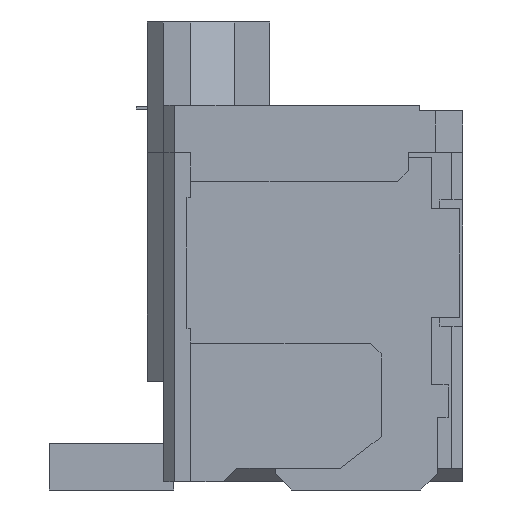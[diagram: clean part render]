
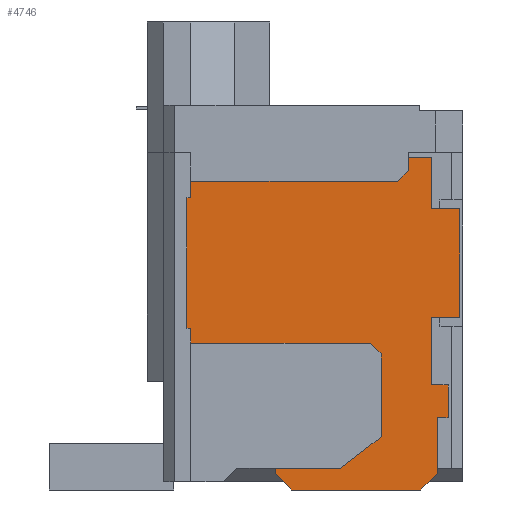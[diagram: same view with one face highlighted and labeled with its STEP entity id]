
A CAD part, left-side view. The second image highlights one B-rep face of the part: STEP entity #4746.
In plain terms, the highlighted planar face has unit normal (-1, 0, 0).
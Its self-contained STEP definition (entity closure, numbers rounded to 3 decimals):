
#573=DIRECTION('',(0.,-1.,0.));
#574=VECTOR('',#573,1.2);
#575=CARTESIAN_POINT('',(-6.415,0.55,-3.975));
#576=LINE('',#575,#574);
#789=DIRECTION('',(0.,1.,0.));
#790=VECTOR('',#789,0.43);
#791=CARTESIAN_POINT('',(-6.415,-2.33,1.735));
#792=LINE('',#791,#790);
#793=DIRECTION('',(0.,0.,1.));
#794=VECTOR('',#793,0.94);
#795=CARTESIAN_POINT('',(-6.415,-2.33,0.795));
#796=LINE('',#795,#794);
#797=DIRECTION('',(0.,1.,0.));
#798=VECTOR('',#797,0.51);
#799=CARTESIAN_POINT('',(-6.415,-2.84,0.795));
#800=LINE('',#799,#798);
#801=DIRECTION('',(0.,0.,1.));
#802=VECTOR('',#801,2.);
#803=CARTESIAN_POINT('',(-6.415,-2.84,-1.205));
#804=LINE('',#803,#802);
#805=DIRECTION('',(0.,-1.,0.));
#806=VECTOR('',#805,0.51);
#807=CARTESIAN_POINT('',(-6.415,-2.33,-1.205));
#808=LINE('',#807,#806);
#809=DIRECTION('',(0.,0.,1.));
#810=VECTOR('',#809,1.24);
#811=CARTESIAN_POINT('',(-6.415,-2.33,-2.445));
#812=LINE('',#811,#810);
#813=DIRECTION('',(0.,1.,0.));
#814=VECTOR('',#813,0.3);
#815=CARTESIAN_POINT('',(-6.415,-2.63,-2.445));
#816=LINE('',#815,#814);
#817=DIRECTION('',(0.,0.,1.));
#818=VECTOR('',#817,0.6);
#819=CARTESIAN_POINT('',(-6.415,-2.63,-3.045));
#820=LINE('',#819,#818);
#821=DIRECTION('',(0.,-1.,0.));
#822=VECTOR('',#821,0.2);
#823=CARTESIAN_POINT('',(-6.415,-2.43,-3.045));
#824=LINE('',#823,#822);
#825=DIRECTION('',(0.,0.,1.));
#826=VECTOR('',#825,1.03);
#827=CARTESIAN_POINT('',(-6.415,-2.43,-4.075));
#828=LINE('',#827,#826);
#829=DIRECTION('',(0.,-0.707,0.707));
#830=VECTOR('',#829,0.424);
#831=CARTESIAN_POINT('',(-6.415,-2.13,-4.375));
#832=LINE('',#831,#830);
#833=DIRECTION('',(0.,-1.,0.));
#834=VECTOR('',#833,2.38);
#835=CARTESIAN_POINT('',(-6.415,0.25,-4.375));
#836=LINE('',#835,#834);
#837=DIRECTION('',(0.,-0.707,-0.707));
#838=VECTOR('',#837,0.424);
#839=CARTESIAN_POINT('',(-6.415,0.55,-4.075));
#840=LINE('',#839,#838);
#841=DIRECTION('',(0.,0.,-1.));
#842=VECTOR('',#841,0.1);
#843=CARTESIAN_POINT('',(-6.415,0.55,-3.975));
#844=LINE('',#843,#842);
#845=DIRECTION('',(0.,0.,-1.));
#846=VECTOR('',#845,0.27);
#847=CARTESIAN_POINT('',(-6.415,2.1,-1.405));
#848=LINE('',#847,#846);
#849=DIRECTION('',(0.,-1.,0.));
#850=VECTOR('',#849,0.07);
#851=CARTESIAN_POINT('',(-6.415,2.17,-1.405));
#852=LINE('',#851,#850);
#853=DIRECTION('',(0.,0.,-1.));
#854=VECTOR('',#853,2.4);
#855=CARTESIAN_POINT('',(-6.415,2.17,0.995));
#856=LINE('',#855,#854);
#857=DIRECTION('',(0.,1.,0.));
#858=VECTOR('',#857,0.07);
#859=CARTESIAN_POINT('',(-6.415,2.1,0.995));
#860=LINE('',#859,#858);
#861=DIRECTION('',(0.,0.,-1.));
#862=VECTOR('',#861,0.3);
#863=CARTESIAN_POINT('',(-6.415,2.1,1.295));
#864=LINE('',#863,#862);
#865=DIRECTION('',(0.,0.,-1.));
#866=VECTOR('',#865,0.24);
#867=CARTESIAN_POINT('',(-6.415,-1.9,1.735));
#868=LINE('',#867,#866);
#881=DIRECTION('',(0.,0.707,-0.707));
#882=VECTOR('',#881,0.283);
#883=CARTESIAN_POINT('',(-6.415,-1.9,1.495));
#884=LINE('',#883,#882);
#897=DIRECTION('',(0.,1.,0.));
#898=VECTOR('',#897,3.8);
#899=CARTESIAN_POINT('',(-6.415,-1.7,1.295));
#900=LINE('',#899,#898);
#937=DIRECTION('',(0.,-1.,0.));
#938=VECTOR('',#937,3.3);
#939=CARTESIAN_POINT('',(-6.415,2.1,-1.675));
#940=LINE('',#939,#938);
#953=DIRECTION('',(0.,-0.707,-0.707));
#954=VECTOR('',#953,0.283);
#955=CARTESIAN_POINT('',(-6.415,-1.2,-1.675));
#956=LINE('',#955,#954);
#969=DIRECTION('',(0.,0.,-1.));
#970=VECTOR('',#969,1.525);
#971=CARTESIAN_POINT('',(-6.415,-1.4,-1.875));
#972=LINE('',#971,#970);
#985=DIRECTION('',(0.,0.794,-0.608));
#986=VECTOR('',#985,0.945);
#987=CARTESIAN_POINT('',(-6.415,-1.4,-3.4));
#988=LINE('',#987,#986);
#3219=CARTESIAN_POINT('',(-6.415,2.1,0.995));
#3220=CARTESIAN_POINT('',(-6.415,2.17,0.995));
#3221=VERTEX_POINT('',#3219);
#3222=VERTEX_POINT('',#3220);
#3223=CARTESIAN_POINT('',(-6.415,2.17,-1.405));
#3224=VERTEX_POINT('',#3223);
#3225=CARTESIAN_POINT('',(-6.415,2.1,-1.405));
#3226=VERTEX_POINT('',#3225);
#3227=CARTESIAN_POINT('',(-6.415,0.25,-4.375));
#3228=CARTESIAN_POINT('',(-6.415,-2.13,-4.375));
#3229=VERTEX_POINT('',#3227);
#3230=VERTEX_POINT('',#3228);
#3231=CARTESIAN_POINT('',(-6.415,-2.43,-4.075));
#3232=CARTESIAN_POINT('',(-6.415,-2.43,-3.045));
#3233=VERTEX_POINT('',#3231);
#3234=VERTEX_POINT('',#3232);
#3235=CARTESIAN_POINT('',(-6.415,-2.63,-3.045));
#3236=VERTEX_POINT('',#3235);
#3237=CARTESIAN_POINT('',(-6.415,-2.63,-2.445));
#3238=VERTEX_POINT('',#3237);
#3239=CARTESIAN_POINT('',(-6.415,-2.33,-2.445));
#3240=VERTEX_POINT('',#3239);
#3241=CARTESIAN_POINT('',(-6.415,-2.33,-1.205));
#3242=VERTEX_POINT('',#3241);
#3243=CARTESIAN_POINT('',(-6.415,-2.84,-1.205));
#3244=VERTEX_POINT('',#3243);
#3245=CARTESIAN_POINT('',(-6.415,-2.84,0.795));
#3246=VERTEX_POINT('',#3245);
#3247=CARTESIAN_POINT('',(-6.415,-2.33,0.795));
#3248=VERTEX_POINT('',#3247);
#3249=CARTESIAN_POINT('',(-6.415,-2.33,1.735));
#3250=VERTEX_POINT('',#3249);
#3251=CARTESIAN_POINT('',(-6.415,-1.9,1.735));
#3252=CARTESIAN_POINT('',(-6.415,-1.9,1.495));
#3253=VERTEX_POINT('',#3251);
#3254=VERTEX_POINT('',#3252);
#3255=CARTESIAN_POINT('',(-6.415,-1.7,1.295));
#3256=VERTEX_POINT('',#3255);
#3257=CARTESIAN_POINT('',(-6.415,2.1,1.295));
#3258=VERTEX_POINT('',#3257);
#3259=CARTESIAN_POINT('',(-6.415,-1.4,-1.875));
#3260=CARTESIAN_POINT('',(-6.415,-1.4,-3.4));
#3261=VERTEX_POINT('',#3259);
#3262=VERTEX_POINT('',#3260);
#3263=CARTESIAN_POINT('',(-6.415,-0.65,-3.975));
#3264=VERTEX_POINT('',#3263);
#3291=CARTESIAN_POINT('',(-6.415,2.1,-1.675));
#3292=CARTESIAN_POINT('',(-6.415,-1.2,-1.675));
#3293=VERTEX_POINT('',#3291);
#3294=VERTEX_POINT('',#3292);
#3299=CARTESIAN_POINT('',(-6.415,0.55,-3.975));
#3300=VERTEX_POINT('',#3299);
#3623=CARTESIAN_POINT('',(-6.415,0.55,-4.075));
#3624=VERTEX_POINT('',#3623);
#4689=CARTESIAN_POINT('',(-6.415,0.,-4.225));
#4690=DIRECTION('',(-1.,0.,0.));
#4691=DIRECTION('',(0.,0.,-1.));
#4692=AXIS2_PLACEMENT_3D('',#4689,#4690,#4691);
#4693=PLANE('',#4692);
#4695=ORIENTED_EDGE('',*,*,#4694,.F.);
#4697=ORIENTED_EDGE('',*,*,#4696,.F.);
#4699=ORIENTED_EDGE('',*,*,#4698,.F.);
#4700=ORIENTED_EDGE('',*,*,#4670,.F.);
#4701=ORIENTED_EDGE('',*,*,#4654,.F.);
#4702=ORIENTED_EDGE('',*,*,#4639,.F.);
#4704=ORIENTED_EDGE('',*,*,#4703,.F.);
#4706=ORIENTED_EDGE('',*,*,#4705,.F.);
#4708=ORIENTED_EDGE('',*,*,#4707,.F.);
#4710=ORIENTED_EDGE('',*,*,#4709,.F.);
#4712=ORIENTED_EDGE('',*,*,#4711,.F.);
#4714=ORIENTED_EDGE('',*,*,#4713,.F.);
#4716=ORIENTED_EDGE('',*,*,#4715,.F.);
#4718=ORIENTED_EDGE('',*,*,#4717,.F.);
#4720=ORIENTED_EDGE('',*,*,#4719,.F.);
#4721=ORIENTED_EDGE('',*,*,#4473,.T.);
#4723=ORIENTED_EDGE('',*,*,#4722,.F.);
#4725=ORIENTED_EDGE('',*,*,#4724,.F.);
#4727=ORIENTED_EDGE('',*,*,#4726,.F.);
#4729=ORIENTED_EDGE('',*,*,#4728,.F.);
#4731=ORIENTED_EDGE('',*,*,#4730,.F.);
#4733=ORIENTED_EDGE('',*,*,#4732,.F.);
#4735=ORIENTED_EDGE('',*,*,#4734,.F.);
#4737=ORIENTED_EDGE('',*,*,#4736,.F.);
#4739=ORIENTED_EDGE('',*,*,#4738,.F.);
#4741=ORIENTED_EDGE('',*,*,#4740,.F.);
#4743=ORIENTED_EDGE('',*,*,#4742,.F.);
#4744=EDGE_LOOP('',(#4695,#4697,#4699,#4700,#4701,#4702,#4704,#4706,#4708,#4710,
#4712,#4714,#4716,#4718,#4720,#4721,#4723,#4725,#4727,#4729,#4731,#4733,#4735,
#4737,#4739,#4741,#4743));
#4745=FACE_OUTER_BOUND('',#4744,.F.);
#4746=ADVANCED_FACE('',(#4745),#4693,.T.);
#4473=EDGE_CURVE('',#3300,#3264,#576,.T.);
#4639=EDGE_CURVE('',#3242,#3244,#808,.T.);
#4654=EDGE_CURVE('',#3244,#3246,#804,.T.);
#4670=EDGE_CURVE('',#3246,#3248,#800,.T.);
#4694=EDGE_CURVE('',#3253,#3254,#868,.T.);
#4696=EDGE_CURVE('',#3250,#3253,#792,.T.);
#4698=EDGE_CURVE('',#3248,#3250,#796,.T.);
#4703=EDGE_CURVE('',#3240,#3242,#812,.T.);
#4705=EDGE_CURVE('',#3238,#3240,#816,.T.);
#4707=EDGE_CURVE('',#3236,#3238,#820,.T.);
#4709=EDGE_CURVE('',#3234,#3236,#824,.T.);
#4711=EDGE_CURVE('',#3233,#3234,#828,.T.);
#4713=EDGE_CURVE('',#3230,#3233,#832,.T.);
#4715=EDGE_CURVE('',#3229,#3230,#836,.T.);
#4717=EDGE_CURVE('',#3624,#3229,#840,.T.);
#4719=EDGE_CURVE('',#3300,#3624,#844,.T.);
#4722=EDGE_CURVE('',#3262,#3264,#988,.T.);
#4724=EDGE_CURVE('',#3261,#3262,#972,.T.);
#4726=EDGE_CURVE('',#3294,#3261,#956,.T.);
#4728=EDGE_CURVE('',#3293,#3294,#940,.T.);
#4730=EDGE_CURVE('',#3226,#3293,#848,.T.);
#4732=EDGE_CURVE('',#3224,#3226,#852,.T.);
#4734=EDGE_CURVE('',#3222,#3224,#856,.T.);
#4736=EDGE_CURVE('',#3221,#3222,#860,.T.);
#4738=EDGE_CURVE('',#3258,#3221,#864,.T.);
#4740=EDGE_CURVE('',#3256,#3258,#900,.T.);
#4742=EDGE_CURVE('',#3254,#3256,#884,.T.);
